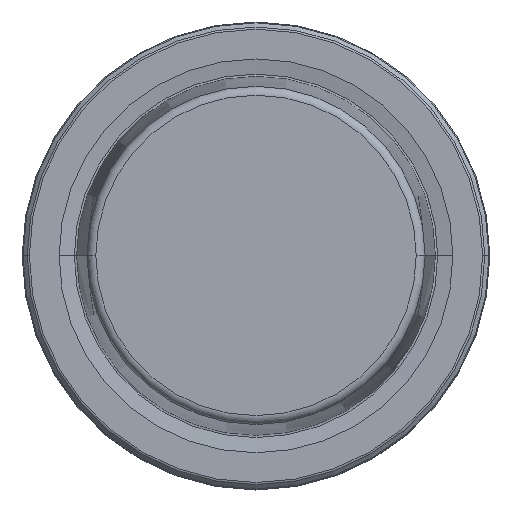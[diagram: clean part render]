
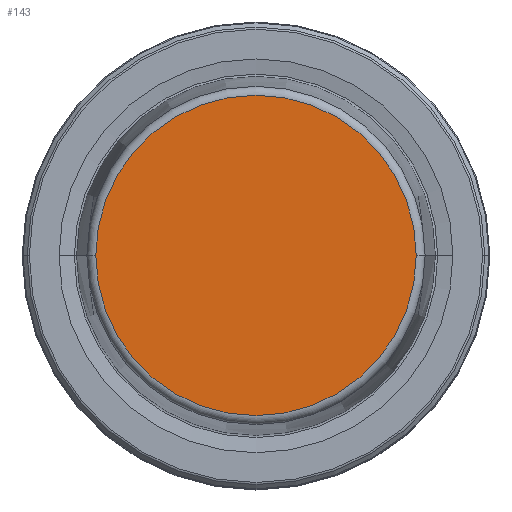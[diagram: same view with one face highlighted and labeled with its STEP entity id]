
A CAD part, top view. The second image highlights one B-rep face of the part: STEP entity #143.
In plain terms, the highlighted planar face has unit normal (0, 0, 1).
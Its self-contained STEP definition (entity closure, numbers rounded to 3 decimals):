
#69 = ORIENTED_EDGE ( 'NONE', *, *, #1036, .T. ) ;
#112 = DIRECTION ( 'NONE',  ( -1., 0., 0. ) ) ;
#143 = ADVANCED_FACE ( 'NONE', ( #505 ), #539, .F. ) ;
#302 = AXIS2_PLACEMENT_3D ( 'NONE', #371, #558, #112 ) ;
#371 = CARTESIAN_POINT ( 'NONE',  ( 0., 0., 31.9 ) ) ;
#393 = DIRECTION ( 'NONE',  ( 0., 0., 1. ) ) ;
#408 = VERTEX_POINT ( 'NONE', #1155 ) ;
#441 = CARTESIAN_POINT ( 'NONE',  ( 0., 0., 31.9 ) ) ;
#499 = EDGE_LOOP ( 'NONE', ( #69, #615 ) ) ;
#505 = FACE_OUTER_BOUND ( 'NONE', #499, .T. ) ;
#539 = PLANE ( 'NONE',  #302 ) ;
#541 = DIRECTION ( 'NONE',  ( 1., 0., 0. ) ) ;
#558 = DIRECTION ( 'NONE',  ( 0., 0., -1. ) ) ;
#615 = ORIENTED_EDGE ( 'NONE', *, *, #625, .T. ) ;
#625 = EDGE_CURVE ( 'NONE', #915, #408, #934, .T. ) ;
#671 = CIRCLE ( 'NONE', #786, 21.581 ) ;
#786 = AXIS2_PLACEMENT_3D ( 'NONE', #441, #1126, #541 ) ;
#902 = CARTESIAN_POINT ( 'NONE',  ( -21.581, 0., 31.9 ) ) ;
#915 = VERTEX_POINT ( 'NONE', #902 ) ;
#934 = CIRCLE ( 'NONE', #1269, 21.581 ) ;
#997 = DIRECTION ( 'NONE',  ( 1., 0., 0. ) ) ;
#1036 = EDGE_CURVE ( 'NONE', #408, #915, #671, .T. ) ;
#1080 = CARTESIAN_POINT ( 'NONE',  ( 0., 0., 31.9 ) ) ;
#1126 = DIRECTION ( 'NONE',  ( 0., 0., 1. ) ) ;
#1155 = CARTESIAN_POINT ( 'NONE',  ( 21.581, 0., 31.9 ) ) ;
#1269 = AXIS2_PLACEMENT_3D ( 'NONE', #1080, #393, #997 ) ;
